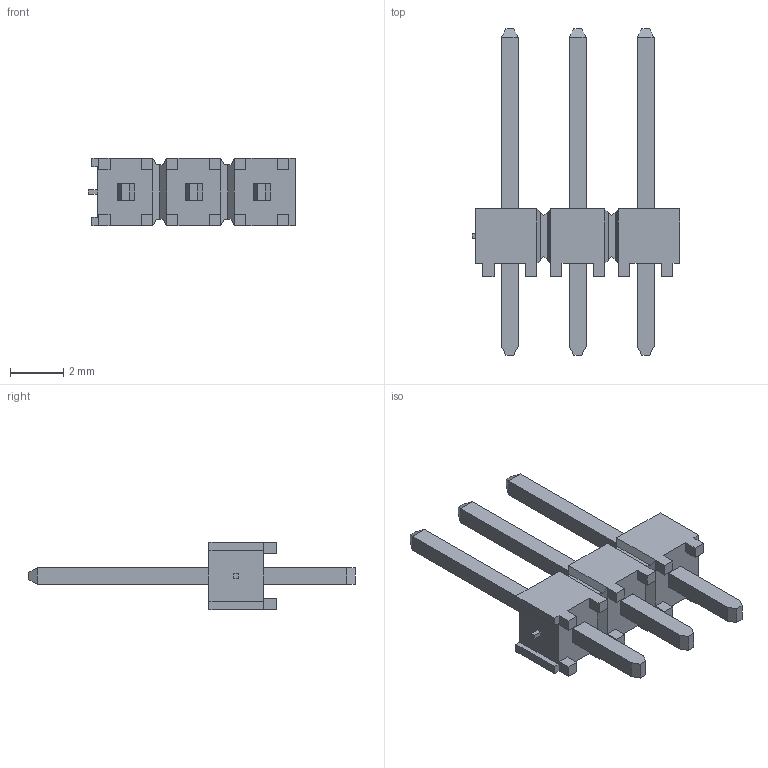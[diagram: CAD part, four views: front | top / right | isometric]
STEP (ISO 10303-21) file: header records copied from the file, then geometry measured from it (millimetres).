
FILE_DESCRIPTION( ( 'STEP AP203' ), '1' );
FILE_NAME( 'TSW-103-24-F-S.stp', '2022-01-24T10:14:16', ( 'License CC BY-ND 4.0' ), ( 'CADENAS' ), ' ', 'PARTsolutions', ' ' );
FILE_SCHEMA( ( 'CONFIG_CONTROL_DESIGN' ) );
Length unit declared in the file: inch
Products named in the file (3): TSW-103-24-F-S; _TSW-103-24-F-S_body; _T-1S6-17-TSW-1-24-3-S
Assembly tree (2 placements, depth 2):
  TSW-103-24-F-S
    _TSW-103-24-F-S_body
    _T-1S6-17-TSW-1-24-3-S
Bounding box: 7.75 x 12.19 x 2.54 mm (x, y, z)
Volume: 50.9 mm3; surface area: 208.9 mm2
Topology: 2 solids, 2 shells, 157 faces, 402 edges, 256 vertices
Faces by surface type: plane 157
Entity records: 4728 total; most frequent: CARTESIAN_POINT 818, ORIENTED_EDGE 804, DIRECTION 722, EDGE_CURVE 402, LINE 402, VECTOR 402, VERTEX_POINT 256, EDGE_LOOP 170
